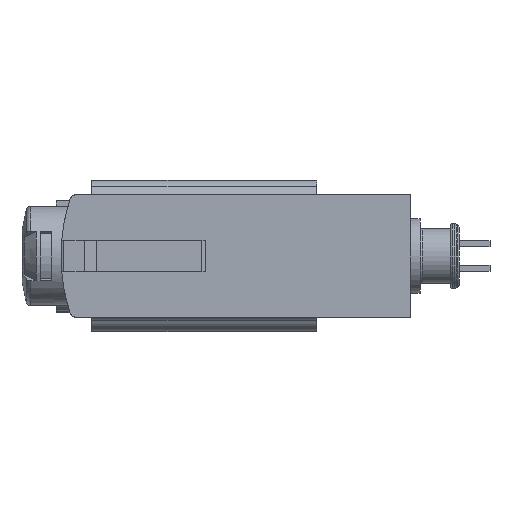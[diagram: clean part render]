
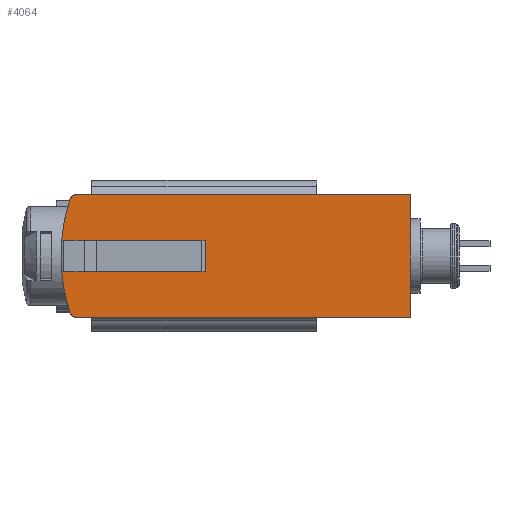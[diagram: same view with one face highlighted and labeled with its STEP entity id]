
A CAD part, left-side view. The second image highlights one B-rep face of the part: STEP entity #4064.
In plain terms, the highlighted planar face has unit normal (-1, 0, 0).
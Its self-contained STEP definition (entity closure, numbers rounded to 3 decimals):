
#40=PLANE('',#4466);
#289=CIRCLE('',#4288,15.);
#292=CIRCLE('',#4291,15.);
#346=CIRCLE('',#4422,0.5);
#363=CIRCLE('',#4467,0.5);
#483=LINE('',#6466,#858);
#504=LINE('',#6522,#879);
#520=LINE('',#6597,#895);
#521=LINE('',#6599,#896);
#522=LINE('',#6602,#897);
#523=LINE('',#6604,#898);
#858=VECTOR('',#5064,1000.);
#879=VECTOR('',#5113,1000.);
#895=VECTOR('',#5193,1000.);
#896=VECTOR('',#5196,1000.);
#897=VECTOR('',#5197,1000.);
#898=VECTOR('',#5200,1000.);
#1473=ORIENTED_EDGE('',*,*,#2629,.T.);
#1474=ORIENTED_EDGE('',*,*,#2630,.T.);
#1475=ORIENTED_EDGE('',*,*,#2373,.F.);
#1476=ORIENTED_EDGE('',*,*,#2566,.F.);
#1477=ORIENTED_EDGE('',*,*,#2563,.T.);
#1478=ORIENTED_EDGE('',*,*,#2628,.T.);
#1479=ORIENTED_EDGE('',*,*,#2591,.F.);
#1480=ORIENTED_EDGE('',*,*,#2631,.F.);
#1481=ORIENTED_EDGE('',*,*,#2376,.F.);
#1482=ORIENTED_EDGE('',*,*,#2632,.F.);
#2373=EDGE_CURVE('',#2971,#2972,#289,.T.);
#2376=EDGE_CURVE('',#2974,#2975,#292,.T.);
#2563=EDGE_CURVE('',#3157,#3156,#483,.T.);
#2566=EDGE_CURVE('',#3157,#2971,#346,.T.);
#2591=EDGE_CURVE('',#3177,#3178,#504,.T.);
#2628=EDGE_CURVE('',#3156,#3178,#520,.T.);
#2629=EDGE_CURVE('',#3197,#3198,#521,.T.);
#2630=EDGE_CURVE('',#3198,#2972,#522,.T.);
#2631=EDGE_CURVE('',#2975,#3177,#363,.T.);
#2632=EDGE_CURVE('',#3197,#2974,#523,.T.);
#2971=VERTEX_POINT('',#6031);
#2972=VERTEX_POINT('',#6033);
#2974=VERTEX_POINT('',#6037);
#2975=VERTEX_POINT('',#6039);
#3156=VERTEX_POINT('',#6465);
#3157=VERTEX_POINT('',#6467);
#3177=VERTEX_POINT('',#6521);
#3178=VERTEX_POINT('',#6523);
#3197=VERTEX_POINT('',#6600);
#3198=VERTEX_POINT('',#6601);
#3442=EDGE_LOOP('',(#1473,#1474,#1475,#1476,#1477,#1478,#1479,#1480,#1481,
#1482));
#3739=FACE_BOUND('',#3442,.T.);
#4064=ADVANCED_FACE('',(#3739),#40,.F.);
#4288=AXIS2_PLACEMENT_3D('',#6032,#4742,#4743);
#4291=AXIS2_PLACEMENT_3D('',#6038,#4748,#4749);
#4422=AXIS2_PLACEMENT_3D('',#6471,#5070,#5071);
#4466=AXIS2_PLACEMENT_3D('',#6598,#5194,#5195);
#4467=AXIS2_PLACEMENT_3D('',#6603,#5198,#5199);
#4742=DIRECTION('',(1.,0.,0.));
#4743=DIRECTION('',(0.,0.,-1.));
#4748=DIRECTION('',(1.,0.,0.));
#4749=DIRECTION('',(0.,0.,-1.));
#5064=DIRECTION('',(0.,-1.,0.));
#5070=DIRECTION('',(1.,0.,0.));
#5071=DIRECTION('',(0.,0.,-1.));
#5113=DIRECTION('',(0.,-1.,0.));
#5193=DIRECTION('',(0.,0.,1.));
#5194=DIRECTION('',(1.,0.,0.));
#5195=DIRECTION('',(0.,0.,-1.));
#5196=DIRECTION('',(0.,0.,-1.));
#5197=DIRECTION('',(0.,1.,0.));
#5198=DIRECTION('',(1.,0.,0.));
#5199=DIRECTION('',(0.,0.,-1.));
#5200=DIRECTION('',(0.,1.,0.));
#6031=CARTESIAN_POINT('',(-102.4,20.109,-4.655));
#6032=CARTESIAN_POINT('',(-102.4,5.85,0.));
#6033=CARTESIAN_POINT('',(-102.4,20.794,-1.3));
#6037=CARTESIAN_POINT('',(-102.4,20.794,1.3));
#6038=CARTESIAN_POINT('',(-102.4,5.85,0.));
#6039=CARTESIAN_POINT('',(-102.4,20.109,4.655));
#6465=CARTESIAN_POINT('',(-102.4,-7.65,-5.));
#6466=CARTESIAN_POINT('',(-102.4,23.,-5.));
#6467=CARTESIAN_POINT('',(-102.4,19.634,-5.));
#6471=CARTESIAN_POINT('',(-102.4,19.634,-4.5));
#6521=CARTESIAN_POINT('',(-102.4,19.634,5.));
#6522=CARTESIAN_POINT('',(-102.4,23.,5.));
#6523=CARTESIAN_POINT('',(-102.4,-7.65,5.));
#6597=CARTESIAN_POINT('',(-102.4,-7.65,-5.));
#6598=CARTESIAN_POINT('',(-102.4,23.,-5.));
#6599=CARTESIAN_POINT('',(-102.4,9.05,1.3));
#6600=CARTESIAN_POINT('',(-102.4,9.05,1.3));
#6601=CARTESIAN_POINT('',(-102.4,9.05,-1.3));
#6602=CARTESIAN_POINT('',(-102.4,9.05,-1.3));
#6603=CARTESIAN_POINT('',(-102.4,19.634,4.5));
#6604=CARTESIAN_POINT('',(-102.4,9.05,1.3));
